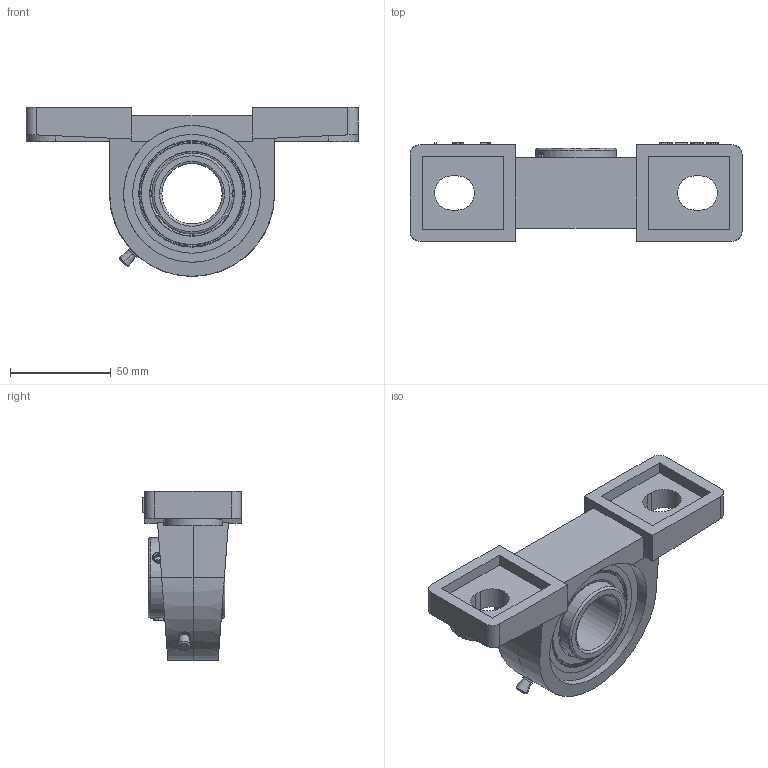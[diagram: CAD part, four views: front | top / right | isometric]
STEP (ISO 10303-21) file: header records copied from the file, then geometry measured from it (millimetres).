
FILE_DESCRIPTION((''),'2;1');
FILE_NAME('UCP206ISB_ASM','2017-05-11T10:57:54',('giuseppe.caruso'),(''),'CREO PARAMETRIC BY PTC INC, 2016390','CREO PARAMETRIC BY PTC INC, 2016390','');
FILE_SCHEMA(('CONFIG_CONTROL_DESIGN'));
Length unit declared in the file: millimetre
Products named in the file (3): P206; UC206; UCP206ISB_ASM
Assembly tree (2 placements, depth 2):
  UCP206ISB_ASM
    P206
    UC206
Bounding box: 165 x 49 x 84 mm (x, y, z)
Volume: 167170.8 mm3; surface area: 65106.7 mm2
Topology: 16 solids, 19 shells, 866 faces, 2366 edges, 1548 vertices
Faces by surface type: plane 688, cylinder 82, sphere 36, cone 32, bspline 16, torus 12
Entity records: 28007 total; most frequent: CARTESIAN_POINT 6083, ORIENTED_EDGE 4642, DIRECTION 4250, EDGE_CURVE 2330, VECTOR 1892, LINE 1892, VERTEX_POINT 1548, AXIS2_PLACEMENT_3D 1179
